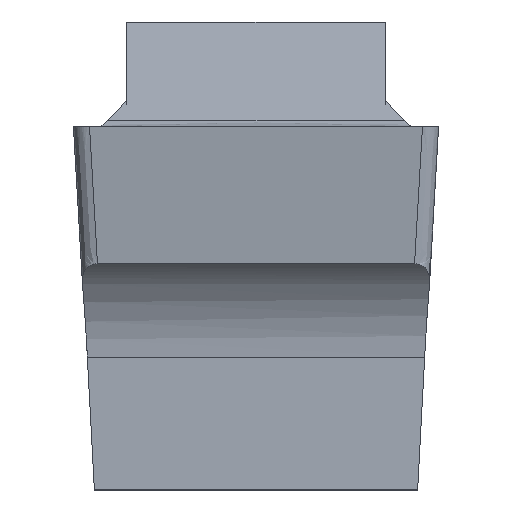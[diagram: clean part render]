
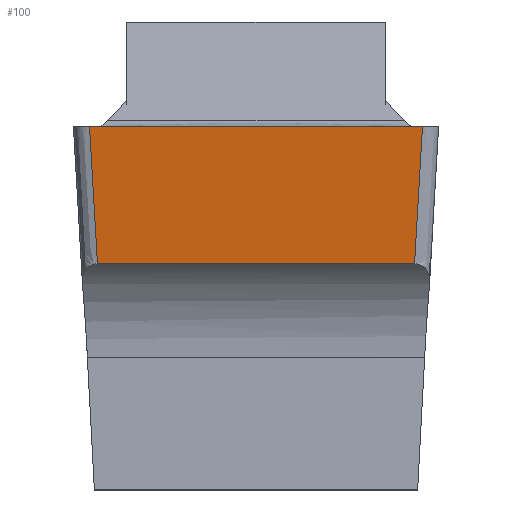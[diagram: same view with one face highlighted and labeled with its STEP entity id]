
A CAD part, front view. The second image highlights one B-rep face of the part: STEP entity #100.
In plain terms, the highlighted planar face has unit normal (0, -0.993, -0.122).
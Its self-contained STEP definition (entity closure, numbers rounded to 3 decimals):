
#66=B_SPLINE_CURVE_WITH_KNOTS('',3,(#1164,#1165,#1166,#1167),
 .UNSPECIFIED.,.F.,.F.,(4,4),(0.,1.),.UNSPECIFIED.);
#68=B_SPLINE_CURVE_WITH_KNOTS('',3,(#1196,#1197,#1198,#1199),
 .UNSPECIFIED.,.F.,.F.,(4,4),(0.,1.),.UNSPECIFIED.);
#100=ADVANCED_FACE('SIDE_FP_AN_SU1',(#152),#124,.F.);
#124=PLANE('',#693);
#152=FACE_OUTER_BOUND('',#184,.T.);
#184=EDGE_LOOP('',(#330,#331,#332,#333));
#330=ORIENTED_EDGE('',*,*,#512,.T.);
#331=ORIENTED_EDGE('',*,*,#501,.F.);
#332=ORIENTED_EDGE('',*,*,#514,.T.);
#333=ORIENTED_EDGE('',*,*,#489,.F.);
#418=VERTEX_POINT('',#1017);
#420=VERTEX_POINT('',#1040);
#426=VERTEX_POINT('',#1117);
#427=VERTEX_POINT('',#1119);
#489=EDGE_CURVE('',#420,#418,#563,.T.);
#501=EDGE_CURVE('',#426,#427,#570,.T.);
#512=EDGE_CURVE('',#420,#427,#66,.T.);
#514=EDGE_CURVE('',#426,#418,#68,.T.);
#563=LINE('',#1041,#617);
#570=LINE('',#1118,#625);
#617=VECTOR('',#766,1.);
#625=VECTOR('',#786,1.);
#693=AXIS2_PLACEMENT_3D('',#1233,#802,#803);
#766=DIRECTION('',(-1.,0.,0.));
#786=DIRECTION('',(1.,0.,0.));
#802=DIRECTION('',(0.,0.993,0.122));
#803=DIRECTION('',(-0.057,0.122,-0.991));
#1017=CARTESIAN_POINT('',(-1.962,-12.685,-1.697));
#1040=CARTESIAN_POINT('',(1.962,-12.685,-1.697));
#1041=CARTESIAN_POINT('',(5.,-12.685,-1.697));
#1117=CARTESIAN_POINT('',(-2.06,-12.894,0.));
#1118=CARTESIAN_POINT('',(-17.3,-12.894,0.));
#1119=CARTESIAN_POINT('',(2.06,-12.894,0.));
#1164=CARTESIAN_POINT('',(1.962,-12.685,-1.697));
#1165=CARTESIAN_POINT('',(1.995,-12.755,-1.131));
#1166=CARTESIAN_POINT('',(2.027,-12.824,-0.566));
#1167=CARTESIAN_POINT('',(2.06,-12.894,0.));
#1196=CARTESIAN_POINT('',(-2.06,-12.894,0.));
#1197=CARTESIAN_POINT('',(-2.027,-12.824,-0.566));
#1198=CARTESIAN_POINT('',(-1.995,-12.755,-1.131));
#1199=CARTESIAN_POINT('',(-1.962,-12.685,-1.697));
#1233=CARTESIAN_POINT('',(2.133,-12.606,-2.348));
